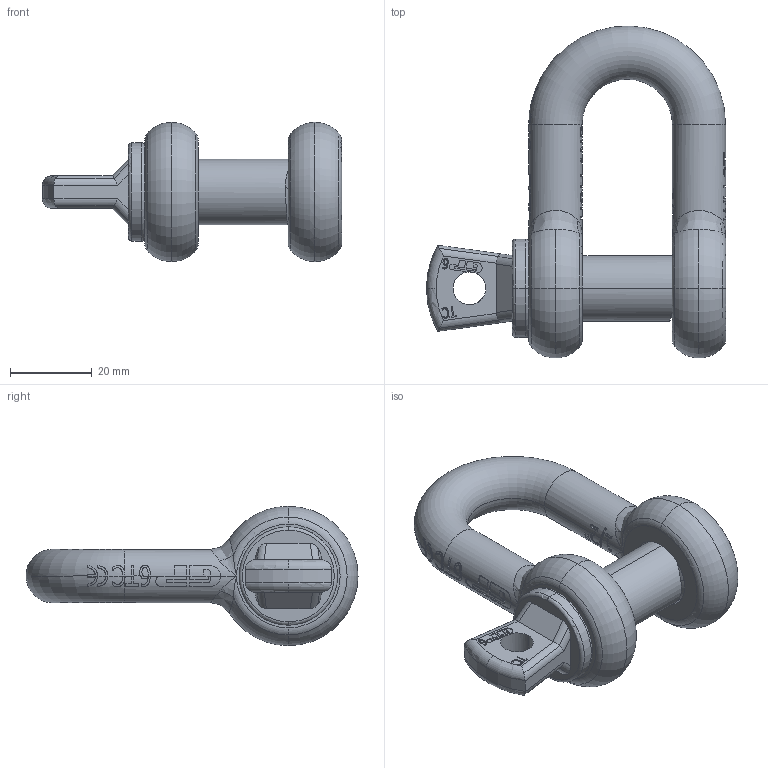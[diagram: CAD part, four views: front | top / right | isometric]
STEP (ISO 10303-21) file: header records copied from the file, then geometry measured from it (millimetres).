
FILE_DESCRIPTION(('.'),'2;1');
FILE_NAME('GPGDBB13.stp','2012-01-15T12:52:11+00:00',('.'),('.'),'','STEP AP214','.');
FILE_SCHEMA(('AUTOMOTIVE_DESIGN { 1 0 10303 214 1 1 1 1 }'));
Length unit declared in the file: millimetre
Products named in the file (3): GPGDBB13; 2; 2_1
Assembly tree (2 placements, depth 2):
  GPGDBB13
    2
    2_1
Bounding box: 73 x 81 x 34 mm (x, y, z)
Volume: 43058.2 mm3; surface area: 15175.4 mm2
Topology: 2 solids, 2 shells, 563 faces, 1806 edges, 1249 vertices
Faces by surface type: plane 213, bspline 172, cylinder 131, torus 44, cone 3
Entity records: 24765 total; most frequent: CARTESIAN_POINT 10756, ORIENTED_EDGE 3596, EDGE_CURVE 1798, DIRECTION 1407, VERTEX_POINT 1249, B_SPLINE_CURVE_WITH_KNOTS 1101, EDGE_LOOP 579, ADVANCED_FACE 563
